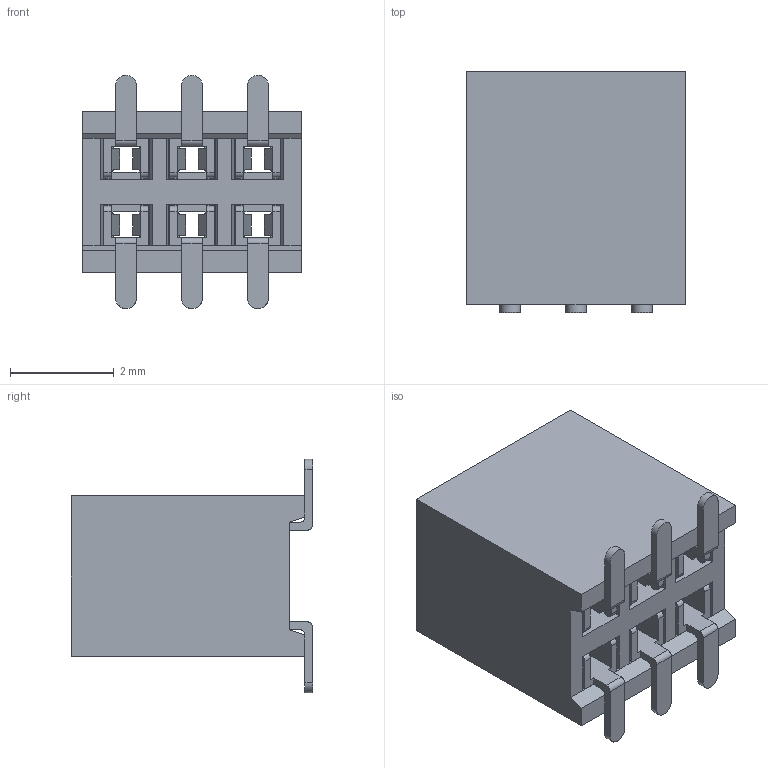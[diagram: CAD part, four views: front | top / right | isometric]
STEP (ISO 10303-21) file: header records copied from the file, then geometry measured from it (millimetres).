
FILE_DESCRIPTION (( 'STEP AP203' ), '1' );
FILE_NAME ('_ _ _B032NFSS-RC.STEP', '2016-06-14T07:32:24', ( 'LUANN HERRING' ), ( 'SULLINS' ), 'SwSTEP 2.0', 'SolidWorks 2015', '' );
FILE_SCHEMA (( 'CONFIG_CONTROL_DESIGN' ));
Length unit declared in the file: inch
Products named in the file (2): _ _ _B032NFSS-RC
Bounding box: 4.21 x 4.65 x 4.5 mm (x, y, z)
Volume: 43.6 mm3; surface area: 263.7 mm2
Topology: 7 solids, 7 shells, 520 faces, 1458 edges, 952 vertices
Faces by surface type: plane 388, cylinder 132
Entity records: 17278 total; most frequent: CARTESIAN_POINT 4303, ORIENTED_EDGE 2916, DIRECTION 2232, EDGE_CURVE 1458, VECTOR 1140, LINE 1140, VERTEX_POINT 952, AXIS2_PLACEMENT_3D 546
